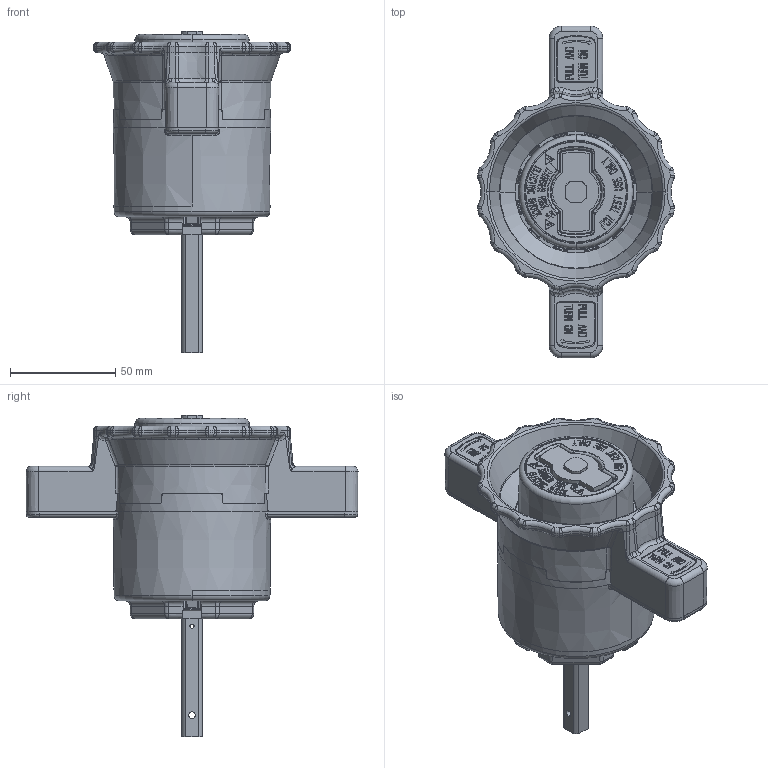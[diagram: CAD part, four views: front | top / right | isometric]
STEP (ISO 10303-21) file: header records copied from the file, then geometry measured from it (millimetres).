
FILE_DESCRIPTION((''),'2;1');
FILE_NAME('NFPA_HANDLE_AND_SHAFT_ASM','2013-04-02T',('kleis'),('Rockwell Automation'),'PRO/ENGINEER BY PARAMETRIC TECHNOLOGY CORPORATION, 2010140','PRO/ENGINEER BY PARAMETRIC TECHNOLOGY CORPORATION, 2010140','');
FILE_SCHEMA(('CONFIG_CONTROL_DESIGN'));
Length unit declared in the file: inch
Products named in the file (16): 41022-186_AF0; 41022-187; 41022-188; 41022-190; 41022-185_AF0; 41022-189-A; 41022-183; 41022-184; 41022-193-B; 41022-193-C; 28182-117-09; 41022-351_ASM; 10000286075; 10000235214; 10000286364_ASM; NFPA_HANDLE_AND_SHAFT_ASM
Assembly tree (24 placements, depth 3):
  NFPA_HANDLE_AND_SHAFT_ASM
    41022-351_ASM
      41022-186_AF0
      41022-187
      41022-188  x4
      41022-190  x4
      41022-185_AF0
      41022-189-A
      41022-183
      41022-184
      41022-193-B  x2
      41022-193-C
      28182-117-09  x2
    10000286364_ASM
      10000286075
      10000235214  x2
Bounding box: 93.45 x 157.51 x 152.4 mm (x, y, z)
Volume: 226912.4 mm3; surface area: 126914.9 mm2
Topology: 22 solids, 22 shells, 4684 faces, 11897 edges, 7372 vertices
Faces by surface type: plane 2442, cylinder 769, bspline 761, torus 334, sphere 208, cone 170
Entity records: 156997 total; most frequent: CARTESIAN_POINT 58341, ORIENTED_EDGE 21702, DIRECTION 18832, EDGE_CURVE 10851, VERTEX_POINT 6696, VECTOR 6346, LINE 6346, AXIS2_PLACEMENT_3D 6243
